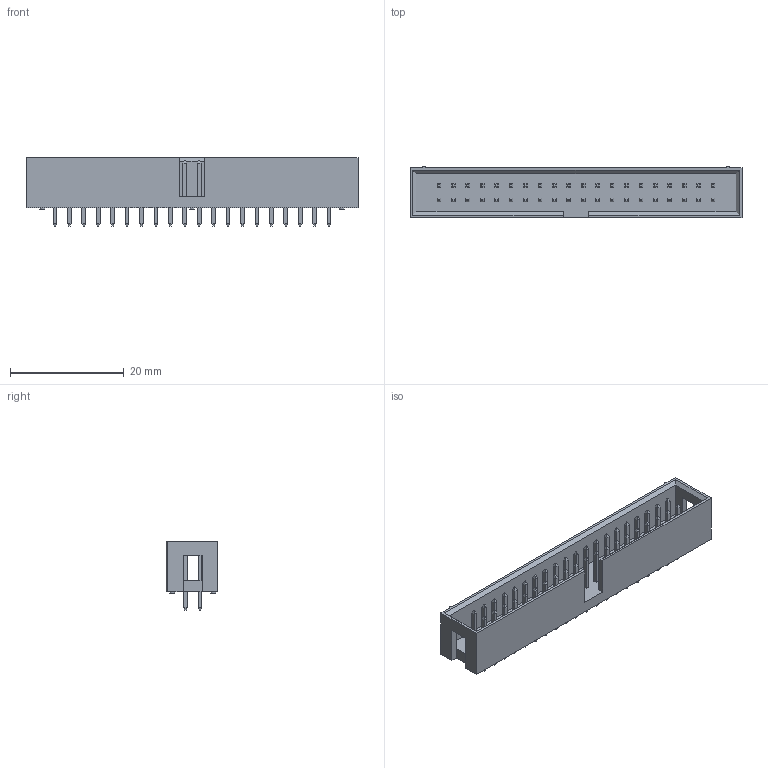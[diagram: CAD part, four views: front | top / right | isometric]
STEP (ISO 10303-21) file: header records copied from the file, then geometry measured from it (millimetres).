
FILE_DESCRIPTION(('STEP AP214'),'1');
FILE_NAME('65754.stp','2016-05-24T16:16:22',('TraceParts'),('TraceParts S.A.'),'Spatial InterOp 3D',' ',' ');
FILE_SCHEMA(('automotive_design'));
Length unit declared in the file: millimetre
Products named in the file (41): Assem1|NAUO1#61204021621;61204021621; Assem1|NAUO2#6120xx21621_PIN;6120xx21621_PIN; Assem1|NAUO3#6120xx21621_PIN;6120xx21621_PIN; Assem1|NAUO4#6120xx21621_PIN;6120xx21621_PIN; Assem1|NAUO5#6120xx21621_PIN;6120xx21621_PIN; Assem1|NAUO6#6120xx21621_PIN;6120xx21621_PIN; Assem1|NAUO7#6120xx21621_PIN;6120xx21621_PIN; Assem1|NAUO8#6120xx21621_PIN;6120xx21621_PIN; Assem1|NAUO9#6120xx21621_PIN;6120xx21621_PIN; Assem1|NAUO10#6120xx21621_PIN;6120xx21621_PIN; Assem1|NAUO11#6120xx21621_PIN;6120xx21621_PIN; Assem1|NAUO12#6120xx21621_PIN;6120xx21621_PIN; Assem1|NAUO13#6120xx21621_PIN;6120xx21621_PIN; Assem1|NAUO14#6120xx21621_PIN;6120xx21621_PIN; Assem1|NAUO15#6120xx21621_PIN;6120xx21621_PIN; Assem1|NAUO16#6120xx21621_PIN;6120xx21621_PIN; Assem1|NAUO17#6120xx21621_PIN;6120xx21621_PIN; Assem1|NAUO18#6120xx21621_PIN;6120xx21621_PIN; Assem1|NAUO19#6120xx21621_PIN;6120xx21621_PIN; Assem1|NAUO20#6120xx21621_PIN;6120xx21621_PIN; Assem1|NAUO21#6120xx21621_PIN;6120xx21621_PIN; Assem1|NAUO22#6120xx21621_PIN;6120xx21621_PIN; Assem1|NAUO23#6120xx21621_PIN;6120xx21621_PIN; Assem1|NAUO24#6120xx21621_PIN;6120xx21621_PIN; Assem1|NAUO25#6120xx21621_PIN;6120xx21621_PIN; Assem1|NAUO26#6120xx21621_PIN;6120xx21621_PIN; Assem1|NAUO27#6120xx21621_PIN;6120xx21621_PIN; Assem1|NAUO28#6120xx21621_PIN;6120xx21621_PIN; Assem1|NAUO29#6120xx21621_PIN;6120xx21621_PIN; Assem1|NAUO30#6120xx21621_PIN;6120xx21621_PIN; Assem1|NAUO31#6120xx21621_PIN;6120xx21621_PIN; Assem1|NAUO32#6120xx21621_PIN;6120xx21621_PIN; Assem1|NAUO33#6120xx21621_PIN;6120xx21621_PIN; Assem1|NAUO34#6120xx21621_PIN;6120xx21621_PIN; Assem1|NAUO35#6120xx21621_PIN;6120xx21621_PIN; Assem1|NAUO36#6120xx21621_PIN;6120xx21621_PIN; Assem1|NAUO37#6120xx21621_PIN;6120xx21621_PIN; Assem1|NAUO38#6120xx21621_PIN;6120xx21621_PIN; Assem1|NAUO39#6120xx21621_PIN;6120xx21621_PIN; Assem1|NAUO40#6120xx21621_PIN;6120xx21621_PIN ...
Bounding box: 58.46 x 9.1 x 12.1 mm (x, y, z)
Volume: 2025 mm3; surface area: 4302.6 mm2
Topology: 41 solids, 41 shells, 929 faces, 2047 edges, 1202 vertices
Faces by surface type: plane 915, cylinder 14
Entity records: 32581 total; most frequent: CARTESIAN_POINT 4219, ORIENTED_EDGE 4094, DIRECTION 4015, EDGE_CURVE 2047, LINE 2019, VECTOR 2019, VERTEX_POINT 1202, EDGE_LOOP 1015
